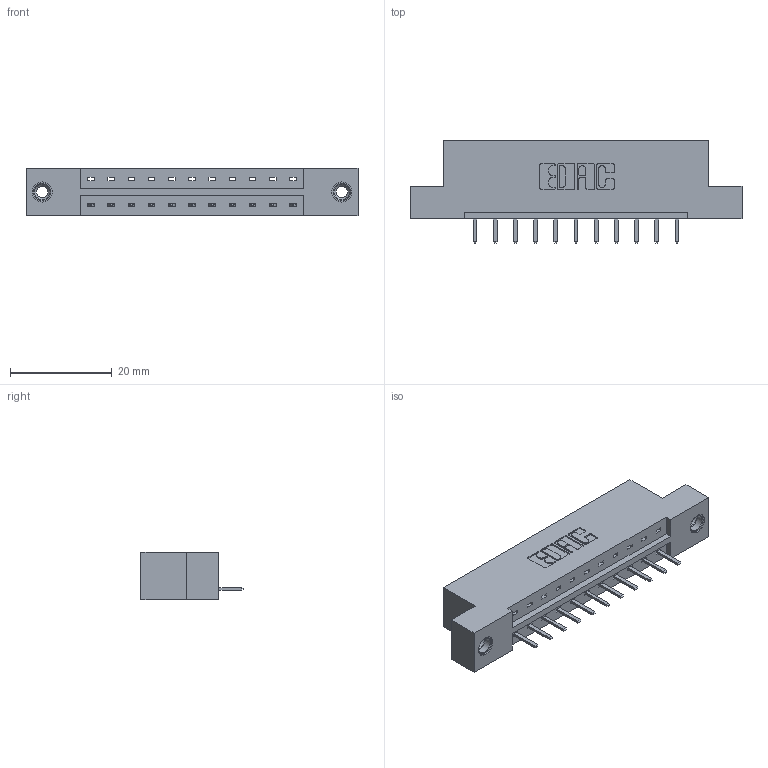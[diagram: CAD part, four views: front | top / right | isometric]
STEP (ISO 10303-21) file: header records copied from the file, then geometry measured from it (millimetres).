
FILE_DESCRIPTION (( 'STEP AP203' ), '1' );
FILE_NAME ('333-011-520-108.STEP', '2018-07-31T23:17:30', ( '' ), ( '' ), 'SwSTEP 2.0', 'SolidWorks 2016', '' );
FILE_SCHEMA (( 'CONFIG_CONTROL_DESIGN' ));
Length unit declared in the file: inch
Products named in the file (4): 333 Part_Flush - .156 Dia - TI; 345-292-001_345-293-120; 345-250-001_345-250-003-102; 333-011-520-108
Assembly tree (14 placements, depth 2):
  333-011-520-108
    333 Part_Flush - .156 Dia - TI
    345-292-001_345-293-120  x11
    345-250-001_345-250-003-102  x2
Bounding box: 65.13 x 20.02 x 9.4 mm (x, y, z)
Volume: 6248.7 mm3; surface area: 6472.9 mm2
Topology: 14 solids, 14 shells, 856 faces, 2471 edges, 1610 vertices
Faces by surface type: plane 586, cylinder 254, cone 12, torus 4
Entity records: 12034 total; most frequent: CARTESIAN_POINT 2074, ORIENTED_EDGE 2002, DIRECTION 1833, EDGE_CURVE 1001, LINE 849, VECTOR 849, VERTEX_POINT 660, AXIS2_PLACEMENT_3D 492
